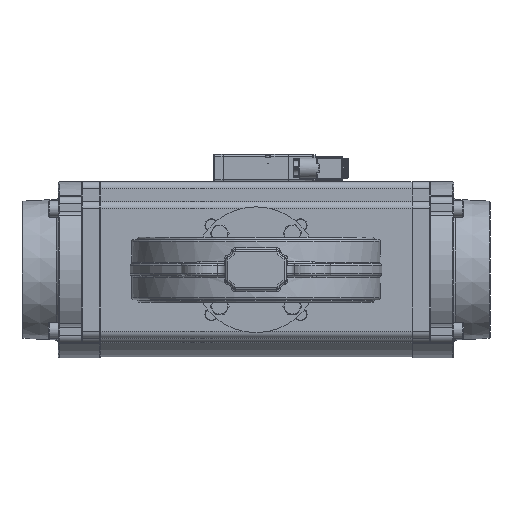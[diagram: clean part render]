
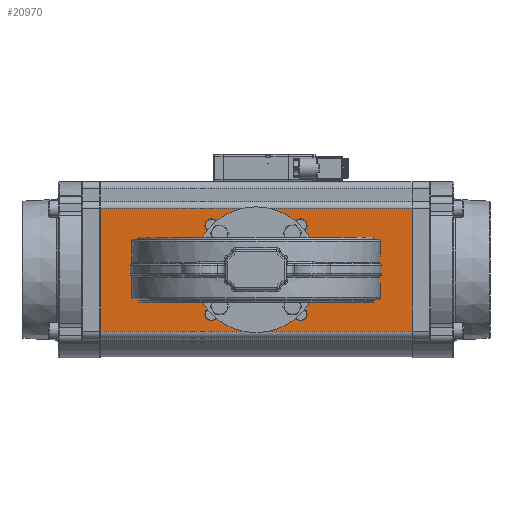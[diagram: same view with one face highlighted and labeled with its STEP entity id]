
A CAD part, front view. The second image highlights one B-rep face of the part: STEP entity #20970.
In plain terms, the highlighted planar face has unit normal (0, -1, 0).
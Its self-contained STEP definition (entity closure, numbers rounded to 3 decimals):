
#432=FACE_BOUND('',#6471,.T.);
#433=FACE_BOUND('',#6472,.T.);
#434=FACE_BOUND('',#6473,.T.);
#435=FACE_BOUND('',#6474,.T.);
#436=FACE_BOUND('',#6475,.T.);
#776=PLANE('',#23461);
#2268=LINE('',#38573,#3519);
#2285=LINE('',#38641,#3536);
#2301=LINE('',#38678,#3552);
#2303=LINE('',#38681,#3554);
#3519=VECTOR('',#28879,10.);
#3536=VECTOR('',#28936,10.);
#3552=VECTOR('',#28984,10.);
#3554=VECTOR('',#28988,10.);
#5165=FACE_OUTER_BOUND('',#6470,.T.);
#6470=EDGE_LOOP('',(#17630,#17631,#17632,#17633));
#6471=EDGE_LOOP('',(#17634,#17635,#17636,#17637));
#6472=EDGE_LOOP('',(#17638,#17639,#17640,#17641));
#6473=EDGE_LOOP('',(#17642));
#6474=EDGE_LOOP('',(#17643,#17644,#17645,#17646));
#6475=EDGE_LOOP('',(#17647,#17648,#17649,#17650));
#7898=CIRCLE('',#23462,6.5);
#7899=CIRCLE('',#23463,5.5);
#7900=CIRCLE('',#23464,5.5);
#7901=CIRCLE('',#23465,6.5);
#7902=CIRCLE('',#23466,6.5);
#7903=CIRCLE('',#23467,5.5);
#7904=CIRCLE('',#23468,5.5);
#7905=CIRCLE('',#23469,6.5);
#7906=CIRCLE('',#23470,28.5);
#7907=CIRCLE('',#23471,5.5);
#7908=CIRCLE('',#23472,6.5);
#7909=CIRCLE('',#23473,6.5);
#7910=CIRCLE('',#23474,5.5);
#7911=CIRCLE('',#23475,6.5);
#7912=CIRCLE('',#23476,5.5);
#7913=CIRCLE('',#23477,5.5);
#7914=CIRCLE('',#23478,6.5);
#9545=VERTEX_POINT('',#38570);
#9546=VERTEX_POINT('',#38572);
#9576=VERTEX_POINT('',#38638);
#9577=VERTEX_POINT('',#38640);
#9583=VERTEX_POINT('',#38682);
#9584=VERTEX_POINT('',#38683);
#9585=VERTEX_POINT('',#38685);
#9586=VERTEX_POINT('',#38687);
#9587=VERTEX_POINT('',#38690);
#9588=VERTEX_POINT('',#38691);
#9589=VERTEX_POINT('',#38693);
#9590=VERTEX_POINT('',#38695);
#9591=VERTEX_POINT('',#38698);
#9592=VERTEX_POINT('',#38700);
#9593=VERTEX_POINT('',#38701);
#9594=VERTEX_POINT('',#38703);
#9595=VERTEX_POINT('',#38705);
#9596=VERTEX_POINT('',#38708);
#9597=VERTEX_POINT('',#38709);
#9598=VERTEX_POINT('',#38711);
#9599=VERTEX_POINT('',#38713);
#12275=EDGE_CURVE('',#9545,#9546,#2268,.T.);
#12310=EDGE_CURVE('',#9576,#9577,#2285,.T.);
#12330=EDGE_CURVE('',#9546,#9576,#2301,.T.);
#12332=EDGE_CURVE('',#9577,#9545,#2303,.T.);
#12333=EDGE_CURVE('',#9583,#9584,#7898,.T.);
#12334=EDGE_CURVE('',#9585,#9583,#7899,.T.);
#12335=EDGE_CURVE('',#9586,#9585,#7900,.T.);
#12336=EDGE_CURVE('',#9584,#9586,#7901,.T.);
#12337=EDGE_CURVE('',#9587,#9588,#7902,.T.);
#12338=EDGE_CURVE('',#9589,#9587,#7903,.T.);
#12339=EDGE_CURVE('',#9590,#9589,#7904,.T.);
#12340=EDGE_CURVE('',#9588,#9590,#7905,.T.);
#12341=EDGE_CURVE('',#9591,#9591,#7906,.T.);
#12342=EDGE_CURVE('',#9592,#9593,#7907,.T.);
#12343=EDGE_CURVE('',#9594,#9592,#7908,.T.);
#12344=EDGE_CURVE('',#9595,#9594,#7909,.T.);
#12345=EDGE_CURVE('',#9593,#9595,#7910,.T.);
#12346=EDGE_CURVE('',#9596,#9597,#7911,.T.);
#12347=EDGE_CURVE('',#9598,#9596,#7912,.T.);
#12348=EDGE_CURVE('',#9599,#9598,#7913,.T.);
#12349=EDGE_CURVE('',#9597,#9599,#7914,.T.);
#17630=ORIENTED_EDGE('',*,*,#12330,.F.);
#17631=ORIENTED_EDGE('',*,*,#12275,.F.);
#17632=ORIENTED_EDGE('',*,*,#12332,.F.);
#17633=ORIENTED_EDGE('',*,*,#12310,.F.);
#17634=ORIENTED_EDGE('',*,*,#12333,.F.);
#17635=ORIENTED_EDGE('',*,*,#12334,.F.);
#17636=ORIENTED_EDGE('',*,*,#12335,.F.);
#17637=ORIENTED_EDGE('',*,*,#12336,.F.);
#17638=ORIENTED_EDGE('',*,*,#12337,.F.);
#17639=ORIENTED_EDGE('',*,*,#12338,.F.);
#17640=ORIENTED_EDGE('',*,*,#12339,.F.);
#17641=ORIENTED_EDGE('',*,*,#12340,.F.);
#17642=ORIENTED_EDGE('',*,*,#12341,.T.);
#17643=ORIENTED_EDGE('',*,*,#12342,.F.);
#17644=ORIENTED_EDGE('',*,*,#12343,.F.);
#17645=ORIENTED_EDGE('',*,*,#12344,.F.);
#17646=ORIENTED_EDGE('',*,*,#12345,.F.);
#17647=ORIENTED_EDGE('',*,*,#12346,.F.);
#17648=ORIENTED_EDGE('',*,*,#12347,.F.);
#17649=ORIENTED_EDGE('',*,*,#12348,.F.);
#17650=ORIENTED_EDGE('',*,*,#12349,.F.);
#20970=ADVANCED_FACE('',(#5165,#432,#433,#434,#435,#436),#776,.T.);
#23461=AXIS2_PLACEMENT_3D('',#38680,#28986,#28987);
#23462=AXIS2_PLACEMENT_3D('',#38684,#28989,#28990);
#23463=AXIS2_PLACEMENT_3D('',#38686,#28991,#28992);
#23464=AXIS2_PLACEMENT_3D('',#38688,#28993,#28994);
#23465=AXIS2_PLACEMENT_3D('',#38689,#28995,#28996);
#23466=AXIS2_PLACEMENT_3D('',#38692,#28997,#28998);
#23467=AXIS2_PLACEMENT_3D('',#38694,#28999,#29000);
#23468=AXIS2_PLACEMENT_3D('',#38696,#29001,#29002);
#23469=AXIS2_PLACEMENT_3D('',#38697,#29003,#29004);
#23470=AXIS2_PLACEMENT_3D('',#38699,#29005,#29006);
#23471=AXIS2_PLACEMENT_3D('',#38702,#29007,#29008);
#23472=AXIS2_PLACEMENT_3D('',#38704,#29009,#29010);
#23473=AXIS2_PLACEMENT_3D('',#38706,#29011,#29012);
#23474=AXIS2_PLACEMENT_3D('',#38707,#29013,#29014);
#23475=AXIS2_PLACEMENT_3D('',#38710,#29015,#29016);
#23476=AXIS2_PLACEMENT_3D('',#38712,#29017,#29018);
#23477=AXIS2_PLACEMENT_3D('',#38714,#29019,#29020);
#23478=AXIS2_PLACEMENT_3D('',#38715,#29021,#29022);
#28879=DIRECTION('',(1.,0.,0.));
#28936=DIRECTION('',(-1.,0.,0.));
#28984=DIRECTION('',(0.,0.,-1.));
#28986=DIRECTION('center_axis',(0.,-1.,0.));
#28987=DIRECTION('ref_axis',(1.,0.,0.));
#28988=DIRECTION('',(0.,0.,1.));
#28989=DIRECTION('center_axis',(0.,-1.,0.));
#28990=DIRECTION('ref_axis',(-1.,0.,0.));
#28991=DIRECTION('center_axis',(0.,-1.,0.));
#28992=DIRECTION('ref_axis',(-1.,0.,0.));
#28993=DIRECTION('center_axis',(0.,-1.,0.));
#28994=DIRECTION('ref_axis',(-1.,0.,0.));
#28995=DIRECTION('center_axis',(0.,-1.,0.));
#28996=DIRECTION('ref_axis',(-1.,0.,0.));
#28997=DIRECTION('center_axis',(0.,-1.,0.));
#28998=DIRECTION('ref_axis',(1.,0.,0.));
#28999=DIRECTION('center_axis',(0.,-1.,0.));
#29000=DIRECTION('ref_axis',(-1.,0.,0.));
#29001=DIRECTION('center_axis',(0.,-1.,0.));
#29002=DIRECTION('ref_axis',(-1.,0.,0.));
#29003=DIRECTION('center_axis',(0.,-1.,0.));
#29004=DIRECTION('ref_axis',(1.,0.,0.));
#29005=DIRECTION('center_axis',(0.,1.,0.));
#29006=DIRECTION('ref_axis',(1.,0.,0.));
#29007=DIRECTION('center_axis',(0.,-1.,0.));
#29008=DIRECTION('ref_axis',(-1.,0.,0.));
#29009=DIRECTION('center_axis',(0.,-1.,0.));
#29010=DIRECTION('ref_axis',(-1.,0.,0.));
#29011=DIRECTION('center_axis',(0.,-1.,0.));
#29012=DIRECTION('ref_axis',(-1.,0.,0.));
#29013=DIRECTION('center_axis',(0.,-1.,0.));
#29014=DIRECTION('ref_axis',(-1.,0.,0.));
#29015=DIRECTION('center_axis',(0.,-1.,0.));
#29016=DIRECTION('ref_axis',(-1.,0.,0.));
#29017=DIRECTION('center_axis',(0.,-1.,0.));
#29018=DIRECTION('ref_axis',(-1.,0.,0.));
#29019=DIRECTION('center_axis',(0.,-1.,0.));
#29020=DIRECTION('ref_axis',(-1.,0.,0.));
#29021=DIRECTION('center_axis',(0.,-1.,0.));
#29022=DIRECTION('ref_axis',(-1.,0.,0.));
#38570=CARTESIAN_POINT('',(-61.043,-98.5,155.));
#38572=CARTESIAN_POINT('',(61.043,-98.5,155.));
#38573=CARTESIAN_POINT('',(-68.043,-98.5,155.));
#38638=CARTESIAN_POINT('',(61.043,-98.5,-155.));
#38640=CARTESIAN_POINT('',(-61.043,-98.5,-155.));
#38641=CARTESIAN_POINT('',(-68.043,-98.5,-155.));
#38678=CARTESIAN_POINT('',(61.043,-98.5,0.));
#38680=CARTESIAN_POINT('Origin',(-68.043,-98.5,0.));
#38681=CARTESIAN_POINT('',(-61.043,-98.5,0.));
#38682=CARTESIAN_POINT('',(-38.552,-98.5,40.967));
#38683=CARTESIAN_POINT('',(-37.694,-98.5,44.194));
#38684=CARTESIAN_POINT('Origin',(-44.194,-98.5,44.194));
#38685=CARTESIAN_POINT('',(-30.562,-98.5,36.062));
#38686=CARTESIAN_POINT('Origin',(-36.062,-98.5,36.062));
#38687=CARTESIAN_POINT('',(-40.967,-98.5,38.552));
#38688=CARTESIAN_POINT('Origin',(-36.062,-98.5,36.062));
#38689=CARTESIAN_POINT('Origin',(-44.194,-98.5,44.194));
#38690=CARTESIAN_POINT('',(38.552,-98.5,-40.967));
#38691=CARTESIAN_POINT('',(37.694,-98.5,-44.194));
#38692=CARTESIAN_POINT('Origin',(44.194,-98.5,-44.194));
#38693=CARTESIAN_POINT('',(41.562,-98.5,-36.062));
#38694=CARTESIAN_POINT('Origin',(36.062,-98.5,-36.062));
#38695=CARTESIAN_POINT('',(40.967,-98.5,-38.552));
#38696=CARTESIAN_POINT('Origin',(36.062,-98.5,-36.062));
#38697=CARTESIAN_POINT('Origin',(44.194,-98.5,-44.194));
#38698=CARTESIAN_POINT('',(-28.5,-98.5,0.));
#38699=CARTESIAN_POINT('Origin',(0.,-98.5,
0.));
#38700=CARTESIAN_POINT('',(38.552,-98.5,40.967));
#38701=CARTESIAN_POINT('',(41.562,-98.5,36.062));
#38702=CARTESIAN_POINT('Origin',(36.062,-98.5,36.062));
#38703=CARTESIAN_POINT('',(50.694,-98.5,44.194));
#38704=CARTESIAN_POINT('Origin',(44.194,-98.5,44.194));
#38705=CARTESIAN_POINT('',(40.967,-98.5,38.552));
#38706=CARTESIAN_POINT('Origin',(44.194,-98.5,44.194));
#38707=CARTESIAN_POINT('Origin',(36.062,-98.5,36.062));
#38708=CARTESIAN_POINT('',(-40.967,-98.5,-38.552));
#38709=CARTESIAN_POINT('',(-37.694,-98.5,-44.194));
#38710=CARTESIAN_POINT('Origin',(-44.194,-98.5,-44.194));
#38711=CARTESIAN_POINT('',(-30.562,-98.5,-36.062));
#38712=CARTESIAN_POINT('Origin',(-36.062,-98.5,-36.062));
#38713=CARTESIAN_POINT('',(-38.552,-98.5,-40.967));
#38714=CARTESIAN_POINT('Origin',(-36.062,-98.5,-36.062));
#38715=CARTESIAN_POINT('Origin',(-44.194,-98.5,-44.194));
